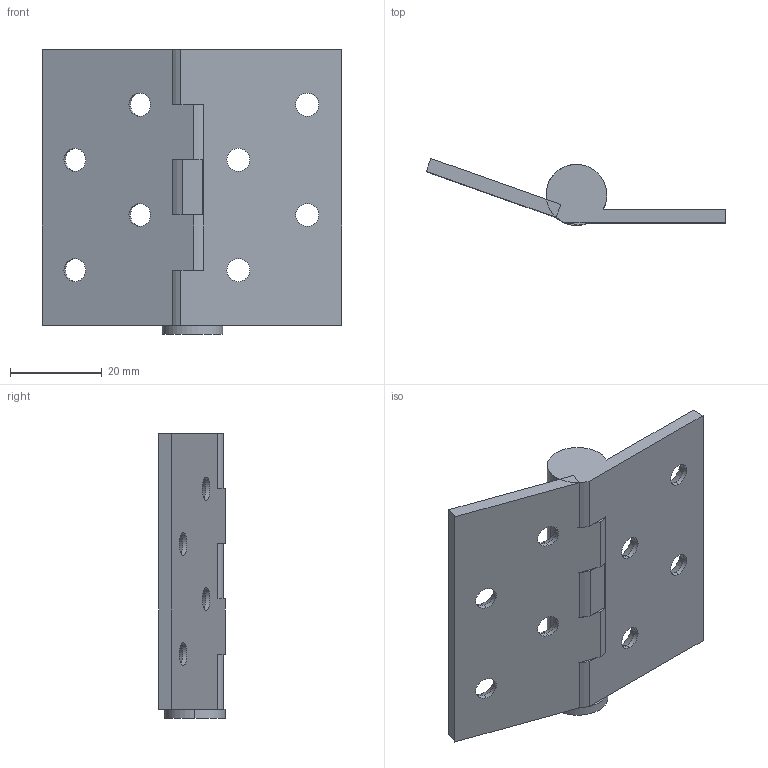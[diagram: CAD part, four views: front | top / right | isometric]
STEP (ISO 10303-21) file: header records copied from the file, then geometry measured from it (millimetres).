
FILE_DESCRIPTION (( 'STEP AP203' ), '1' );
FILE_NAME ('Assem1.STEP', '2025-09-02T19:37:54', ( '' ), ( '' ), 'SwSTEP 2.0', 'SolidWorks 2022', '' );
FILE_SCHEMA (( 'CONFIG_CONTROL_DESIGN' ));
Length unit declared in the file: millimetre
Products named in the file (4): Assem1; Plate 1; Part2; Plate 2
Assembly tree (3 placements, depth 2):
  Assem1
    Plate 1
    Plate 2
    Part2
Bounding box: 65.18 x 14.51 x 62 mm (x, y, z)
Volume: 18197.5 mm3; surface area: 14267.4 mm2
Topology: 3 solids, 3 shells, 89 faces, 235 edges, 146 vertices
Faces by surface type: cylinder 46, plane 27, cone 16
Entity records: 3231 total; most frequent: DIRECTION 541, CARTESIAN_POINT 476, ORIENTED_EDGE 470, EDGE_CURVE 235, AXIS2_PLACEMENT_3D 211, VERTEX_POINT 146, LINE 119, VECTOR 119
